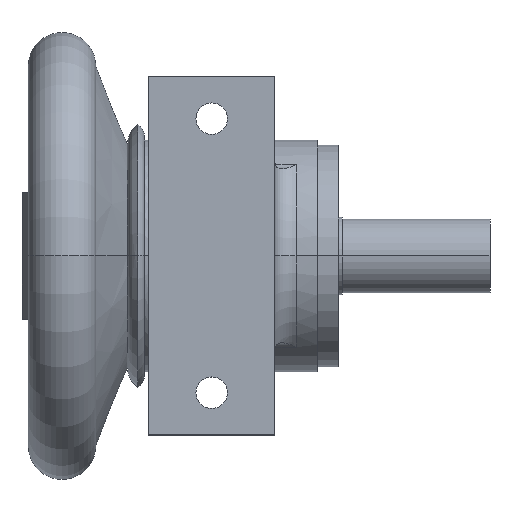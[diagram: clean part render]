
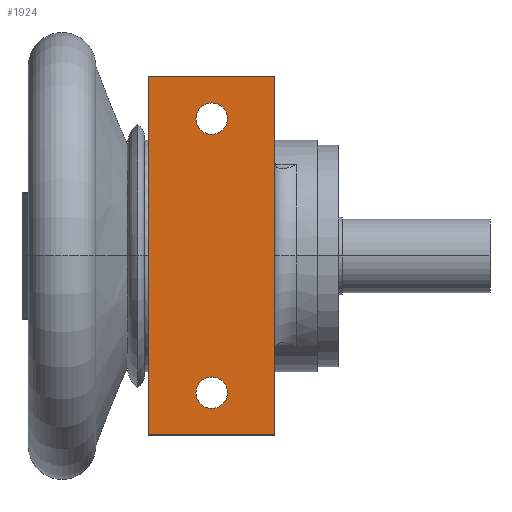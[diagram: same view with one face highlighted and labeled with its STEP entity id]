
A CAD part, top view. The second image highlights one B-rep face of the part: STEP entity #1924.
In plain terms, the highlighted planar face has unit normal (0, 0, 1).
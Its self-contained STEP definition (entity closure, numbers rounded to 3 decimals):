
#8 = AXIS2_PLACEMENT_3D ( 'NONE', #2155, #2156, #2157 ) ;
#160 = VECTOR ( 'NONE', #2694, 1000. ) ;
#163 = AXIS2_PLACEMENT_3D ( 'NONE', #2733, #2740, #2741 ) ;
#170 = VECTOR ( 'NONE', #2718, 1000. ) ;
#177 = AXIS2_PLACEMENT_3D ( 'NONE', #2742, #2743, #2744 ) ;
#178 = VECTOR ( 'NONE', #2748, 1000. ) ;
#179 = VECTOR ( 'NONE', #2751, 1000. ) ;
#393 = FACE_BOUND ( 'NONE', #523, .T. ) ;
#395 = FACE_BOUND ( 'NONE', #522, .T. ) ;
#400 = FACE_OUTER_BOUND ( 'NONE', #524, .T. ) ;
#402 = AXIS2_PLACEMENT_3D ( 'NONE', #3228, #3229, #3230 ) ;
#522 = EDGE_LOOP ( 'NONE', ( #1116, #1118 ) ) ;
#523 = EDGE_LOOP ( 'NONE', ( #1115, #1120 ) ) ;
#524 = EDGE_LOOP ( 'NONE', ( #1117, #1121, #1119, #1123 ) ) ;
#735 = VERTEX_POINT ( 'NONE', #1457 ) ;
#736 = VERTEX_POINT ( 'NONE', #1458 ) ;
#739 = VERTEX_POINT ( 'NONE', #1461 ) ;
#740 = VERTEX_POINT ( 'NONE', #1462 ) ;
#839 = VERTEX_POINT ( 'NONE', #1561 ) ;
#840 = VERTEX_POINT ( 'NONE', #1562 ) ;
#846 = VERTEX_POINT ( 'NONE', #1568 ) ;
#847 = VERTEX_POINT ( 'NONE', #1569 ) ;
#1115 = ORIENTED_EDGE ( 'NONE', *, *, #1783, .T. ) ;
#1116 = ORIENTED_EDGE ( 'NONE', *, *, #1782, .T. ) ;
#1117 = ORIENTED_EDGE ( 'NONE', *, *, #1784, .T. ) ;
#1118 = ORIENTED_EDGE ( 'NONE', *, *, #3948, .T. ) ;
#1119 = ORIENTED_EDGE ( 'NONE', *, *, #1785, .F. ) ;
#1120 = ORIENTED_EDGE ( 'NONE', *, *, #1605, .T. ) ;
#1121 = ORIENTED_EDGE ( 'NONE', *, *, #1774, .F. ) ;
#1123 = ORIENTED_EDGE ( 'NONE', *, *, #1766, .T. ) ;
#1457 = CARTESIAN_POINT ( 'NONE',  ( 94.5, -65., 75. ) ) ;
#1458 = CARTESIAN_POINT ( 'NONE',  ( 79.5, -65., 75. ) ) ;
#1461 = CARTESIAN_POINT ( 'NONE',  ( 94.5, 65., 75. ) ) ;
#1462 = CARTESIAN_POINT ( 'NONE',  ( 79.5, 65., 75. ) ) ;
#1561 = CARTESIAN_POINT ( 'NONE',  ( 57., -85., 75. ) ) ;
#1562 = CARTESIAN_POINT ( 'NONE',  ( 57., 85., 75. ) ) ;
#1568 = CARTESIAN_POINT ( 'NONE',  ( 117., 85., 75. ) ) ;
#1569 = CARTESIAN_POINT ( 'NONE',  ( 117., -85., 75. ) ) ;
#1605 = EDGE_CURVE ( 'NONE', #739, #740, #1999, .T. ) ;
#1766 = EDGE_CURVE ( 'NONE', #840, #839, #2692, .T. ) ;
#1774 = EDGE_CURVE ( 'NONE', #846, #847, #2716, .T. ) ;
#1782 = EDGE_CURVE ( 'NONE', #736, #735, #2065, .T. ) ;
#1783 = EDGE_CURVE ( 'NONE', #740, #739, #2066, .T. ) ;
#1784 = EDGE_CURVE ( 'NONE', #839, #847, #2746, .T. ) ;
#1785 = EDGE_CURVE ( 'NONE', #840, #846, #2749, .T. ) ;
#1924 = ADVANCED_FACE ( 'NONE', ( #395, #393, #400 ), #3227, .F. ) ;
#1999 = CIRCLE ( 'NONE', #8, 7.5 ) ;
#2065 = CIRCLE ( 'NONE', #163, 7.5 ) ;
#2066 = CIRCLE ( 'NONE', #177, 7.5 ) ;
#2099 = CIRCLE ( 'NONE', #3464, 7.5 ) ;
#2155 = CARTESIAN_POINT ( 'NONE',  ( 87., 65., 75. ) ) ;
#2156 = DIRECTION ( 'NONE',  ( 0., 0., -1. ) ) ;
#2157 = DIRECTION ( 'NONE',  ( -1., 0., 0. ) ) ;
#2692 = LINE ( 'NONE', #2693, #160 ) ;
#2693 = CARTESIAN_POINT ( 'NONE',  ( 57., 85., 75. ) ) ;
#2694 = DIRECTION ( 'NONE',  ( 0., -1., 0. ) ) ;
#2716 = LINE ( 'NONE', #2717, #170 ) ;
#2717 = CARTESIAN_POINT ( 'NONE',  ( 117., 85., 75. ) ) ;
#2718 = DIRECTION ( 'NONE',  ( 0., -1., 0. ) ) ;
#2733 = CARTESIAN_POINT ( 'NONE',  ( 87., -65., 75. ) ) ;
#2740 = DIRECTION ( 'NONE',  ( 0., 0., -1. ) ) ;
#2741 = DIRECTION ( 'NONE',  ( -1., 0., 0. ) ) ;
#2742 = CARTESIAN_POINT ( 'NONE',  ( 87., 65., 75. ) ) ;
#2743 = DIRECTION ( 'NONE',  ( 0., 0., -1. ) ) ;
#2744 = DIRECTION ( 'NONE',  ( -1., 0., 0. ) ) ;
#2746 = LINE ( 'NONE', #2747, #178 ) ;
#2747 = CARTESIAN_POINT ( 'NONE',  ( 57., -85., 75. ) ) ;
#2748 = DIRECTION ( 'NONE',  ( 1., 0., 0. ) ) ;
#2749 = LINE ( 'NONE', #2750, #179 ) ;
#2750 = CARTESIAN_POINT ( 'NONE',  ( 57., 85., 75. ) ) ;
#2751 = DIRECTION ( 'NONE',  ( 1., 0., 0. ) ) ;
#3227 = PLANE ( 'NONE',  #402 ) ;
#3228 = CARTESIAN_POINT ( 'NONE',  ( 57., 85., 75. ) ) ;
#3229 = DIRECTION ( 'NONE',  ( 0., 0., -1. ) ) ;
#3230 = DIRECTION ( 'NONE',  ( -1., 0., 0. ) ) ;
#3464 = AXIS2_PLACEMENT_3D ( 'NONE', #3819, #3835, #3836 ) ;
#3819 = CARTESIAN_POINT ( 'NONE',  ( 87., -65., 75. ) ) ;
#3835 = DIRECTION ( 'NONE',  ( 0., 0., -1. ) ) ;
#3836 = DIRECTION ( 'NONE',  ( -1., 0., 0. ) ) ;
#3948 = EDGE_CURVE ( 'NONE', #735, #736, #2099, .T. ) ;
